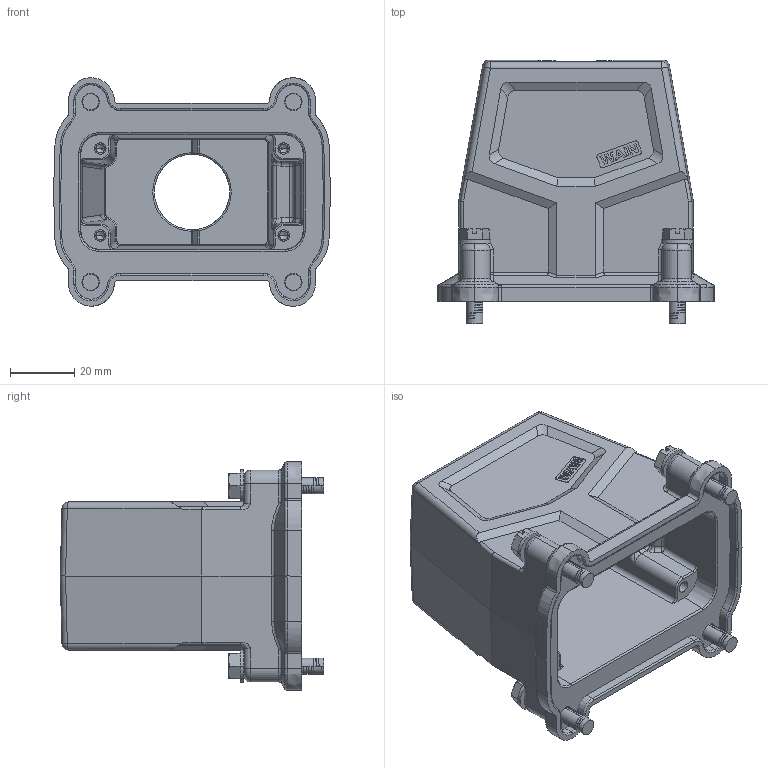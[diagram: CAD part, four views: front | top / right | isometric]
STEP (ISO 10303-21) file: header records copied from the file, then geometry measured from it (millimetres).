
FILE_DESCRIPTION((''),'2;1');
FILE_NAME('3D_1111104305002_EMC_W10B-TEH-4','2020-11-11T',('lj.zou'),(''),'PRO/ENGINEER BY PARAMETRIC TECHNOLOGY CORPORATION, 2012480','PRO/ENGINEER BY PARAMETRIC TECHNOLOGY CORPORATION, 2012480','');
FILE_SCHEMA(('CONFIG_CONTROL_DESIGN'));
Length unit declared in the file: millimetre
Products named in the file (1): 3D_1111104305002_EMC_W10B-TEH-4
Bounding box: 86.01 x 81.9 x 71 mm (x, y, z)
Volume: 94560.6 mm3; surface area: 42358 mm2
Topology: 1 solids, 1 shells, 726 faces, 2287 edges, 1575 vertices
Faces by surface type: plane 265, cylinder 217, bspline 100, cone 62, torus 50, sphere 24, extrusion 8
Entity records: 33869 total; most frequent: CARTESIAN_POINT 14753, ORIENTED_EDGE 4522, DIRECTION 3306, EDGE_CURVE 2261, VERTEX_POINT 1575, VECTOR 1156, LINE 1148, AXIS2_PLACEMENT_3D 1075
